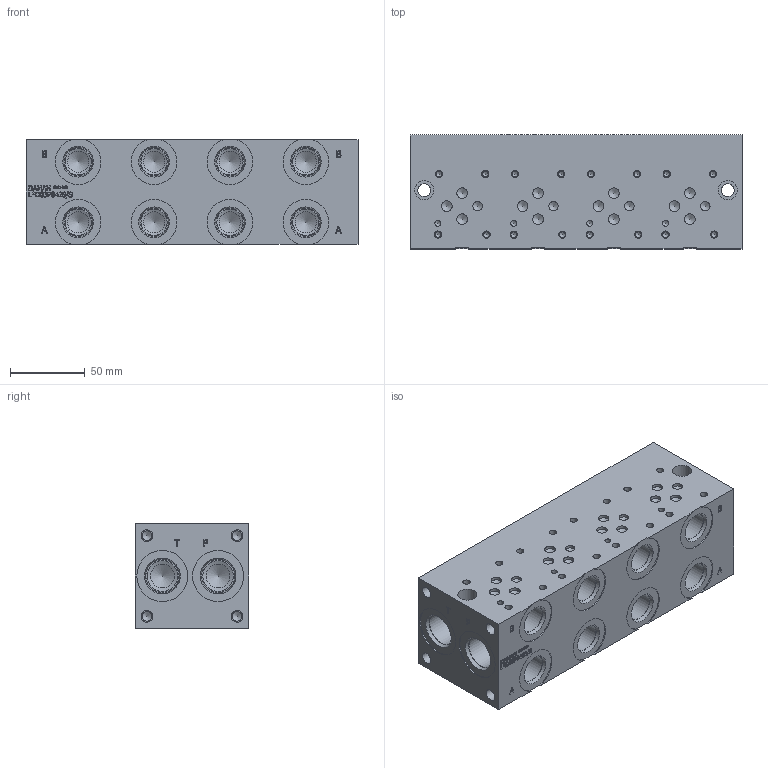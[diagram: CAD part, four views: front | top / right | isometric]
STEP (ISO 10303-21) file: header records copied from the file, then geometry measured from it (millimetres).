
FILE_DESCRIPTION(/* description */ (''),/* implementation_level */ '2;1');
FILE_NAME(/* name */ 'L_D03P042S_S.stp',/* time_stamp */ '2022-10-27T13:33:34-04:00',/* author */ ('mikeh'),/* organization */ (''),/* preprocessor_version */ 'ST-DEVELOPER v18',/* originating_system */ 'Autodesk Inventor 2020',/* authorisation */ '');
FILE_SCHEMA (('AUTOMOTIVE_DESIGN { 1 0 10303 214 3 1 1 }'));
Length unit declared in the file: millimetre
Products named in the file (1): Part_LAD03P042S_S_3D
Bounding box: 222.25 x 76.2 x 69.85 mm (x, y, z)
Volume: 1055557.1 mm3; surface area: 107795.4 mm2
Topology: 1 solids, 1 shells, 766 faces, 2113 edges, 1439 vertices
Faces by surface type: plane 379, bspline 154, cylinder 138, cone 95
Full cylindrical faces by diameter (mm): 3.785 x16, 3.962 x4, 4.826 x16, 6.35 x4, 6.528 x8, 7.137 x12, 7.925 x8, 8.738 x2, 12.7 x2, 13.487 x1, 14.3 x8, 15.875 x4, 17.45 x1, 17.501 x8, 18.542 x1, 19.05 x8, 19.253 x8, 19.99 x1, 20.447 x4, 20.625 x1, 21.819 x1, 22.23 x4, 22.555 x4, 34.138 x4
Entity records: 25634 total; most frequent: CARTESIAN_POINT 6264, ORIENTED_EDGE 4112, DIRECTION 3474, EDGE_CURVE 2056, VERTEX_POINT 1439, LINE 1248, VECTOR 1248, AXIS2_PLACEMENT_3D 1113
